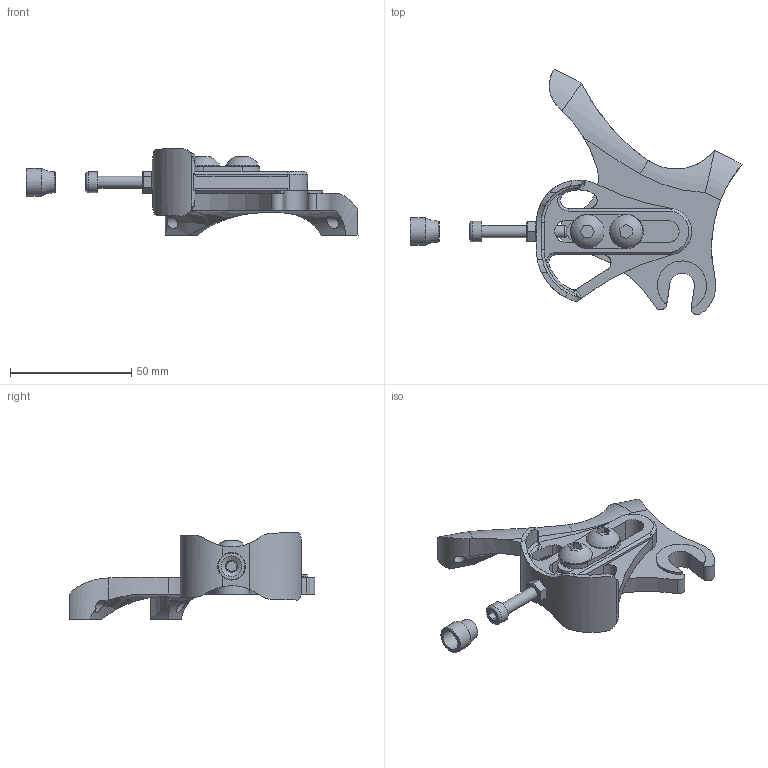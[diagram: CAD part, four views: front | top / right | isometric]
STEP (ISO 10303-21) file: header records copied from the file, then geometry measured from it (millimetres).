
FILE_DESCRIPTION (( 'STEP AP214' ), '1' );
FILE_NAME ('DR4025 flange.STEP', '2013-09-10T22:16:22', ( '' ), ( '' ), 'SwSTEP 2.0', 'SolidWorks 2012', '' );
FILE_SCHEMA (( 'AUTOMOTIVE_DESIGN' ));
Length unit declared in the file: inch
Products named in the file (8): DS0001; DR4025; MS5001; MS2016; MS2013; MS2012; MS1013; DR4025 flange
Assembly tree (8 placements, depth 2):
  DR4025 flange
    MS1013
    MS2012  x2
    MS2013
    MS2016
    MS5001
    DR4025
    DS0001
Bounding box: 136.99 x 101.35 x 35.87 mm (x, y, z)
Volume: 42826.1 mm3; surface area: 23185.1 mm2
Topology: 8 solids, 8 shells, 225 faces, 579 edges, 370 vertices
Faces by surface type: cylinder 89, plane 79, cone 20, bspline 20, torus 15, sphere 2
Full cylindrical faces by diameter (mm): 4.216 x1, 5 x3, 5.029 x2, 7.925 x2, 8 x2, 8.3 x2, 8.5 x2, 11.4 x1, 13.7 x2
Entity records: 8713 total; most frequent: CARTESIAN_POINT 3607, ORIENTED_EDGE 1044, DIRECTION 866, EDGE_CURVE 522, VERTEX_POINT 347, AXIS2_PLACEMENT_3D 344, EDGE_LOOP 261, FACE_OUTER_BOUND 234
